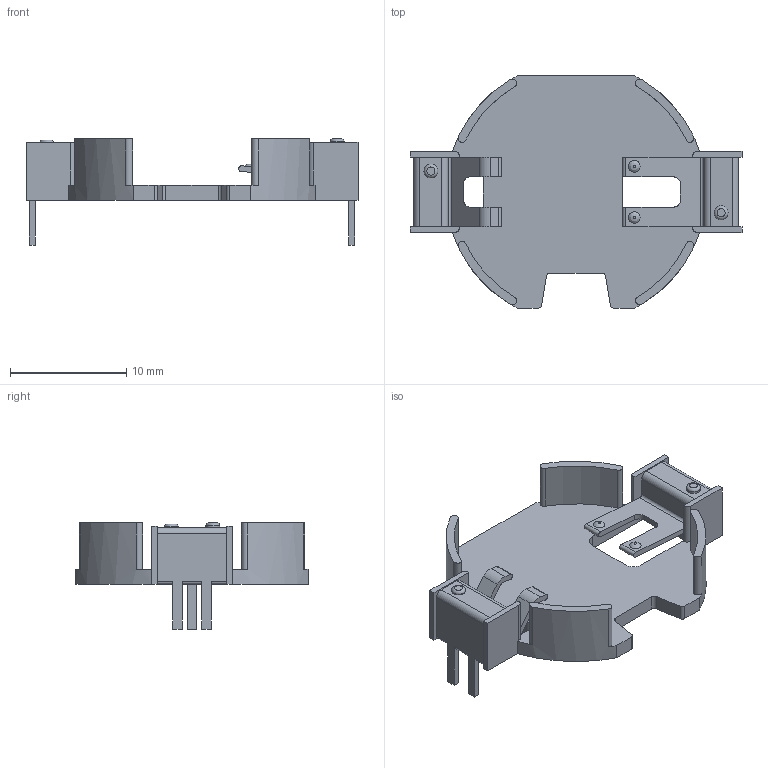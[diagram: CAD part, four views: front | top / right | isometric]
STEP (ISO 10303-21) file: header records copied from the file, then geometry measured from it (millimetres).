
FILE_DESCRIPTION(/* description */ (''),/* implementation_level */ '2;1');
FILE_NAME(/* name */ 'BU2032.step',/* time_stamp */ '2019-02-03T13:51:06-05:00',/* author */ ('mrHengy'),/* organization */ (''),/* preprocessor_version */ 'ST-DEVELOPER v17.2',/* originating_system */ 'Autodesk Translation Framework v7.6.0.251',/* authorisation */ '');
FILE_SCHEMA (('AUTOMOTIVE_DESIGN { 1 0 10303 214 3 1 1 }'));
Length unit declared in the file: millimetre
Products named in the file (1): BU2032
Bounding box: 28.6 x 20 x 9.15 mm (x, y, z)
Volume: 711.1 mm3; surface area: 1716.2 mm2
Topology: 3 solids, 3 shells, 172 faces, 496 edges, 330 vertices
Faces by surface type: plane 90, cylinder 78, torus 2, bspline 2
Full cylindrical faces by diameter (mm): 1.2 x4
Entity records: 5837 total; most frequent: CARTESIAN_POINT 1089, DIRECTION 1014, ORIENTED_EDGE 992, EDGE_CURVE 496, AXIS2_PLACEMENT_3D 353, VERTEX_POINT 330, LINE 308, VECTOR 308
